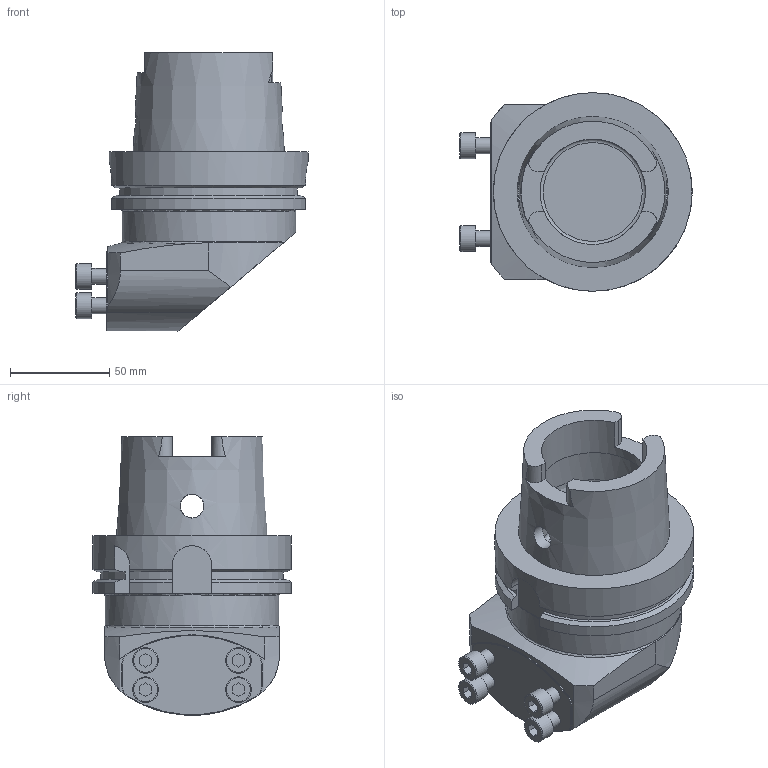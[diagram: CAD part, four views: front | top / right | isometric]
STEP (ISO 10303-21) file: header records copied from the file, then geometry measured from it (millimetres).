
FILE_DESCRIPTION(/* description */ (''),/* implementation_level */ '2;1');
FILE_NAME(/* name */ '1524202626010.stp',/* time_stamp */ '2018-04-20T07:37:15+02:00',/* author */ (''),/* organization */ ('SMS'),/* preprocessor_version */ 'ST-DEVELOPER v15',/* originating_system */ 'SIEMENS PLM Software NX 8.5',/* authorisation */ '');
FILE_SCHEMA (('AUTOMOTIVE_DESIGN { 1 0 10303 214 3 1 1 1 }'));
Length unit declared in the file: millimetre
Products named in the file (1): 201571184mod000_00
Bounding box: 116.76 x 99.93 x 140.12 mm (x, y, z)
Volume: 578678.3 mm3; surface area: 67050 mm2
Topology: 1 solids, 1 shells, 152 faces, 406 edges, 270 vertices
Faces by surface type: plane 79, cylinder 48, cone 13, torus 10, bspline 2
Full cylindrical faces by diameter (mm): 8 x4, 12 x2, 13 x4, 53.06 x2, 63.095 x1, 87.5 x1, 99.93 x1
Entity records: 4790 total; most frequent: CARTESIAN_POINT 1106, DIRECTION 756, ORIENTED_EDGE 724, EDGE_CURVE 362, AXIS2_PLACEMENT_3D 285, VERTEX_POINT 252, EDGE_LOOP 196, LINE 186
